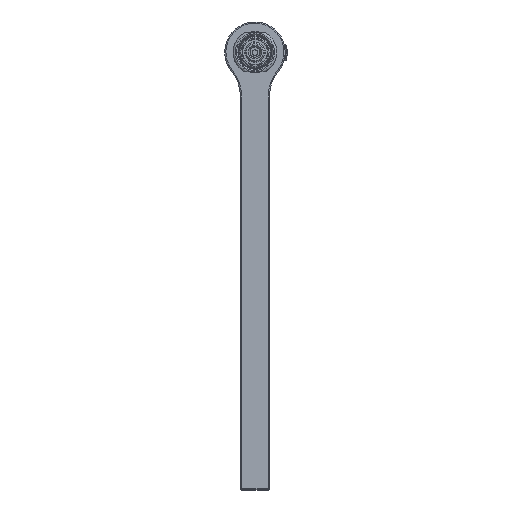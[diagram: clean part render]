
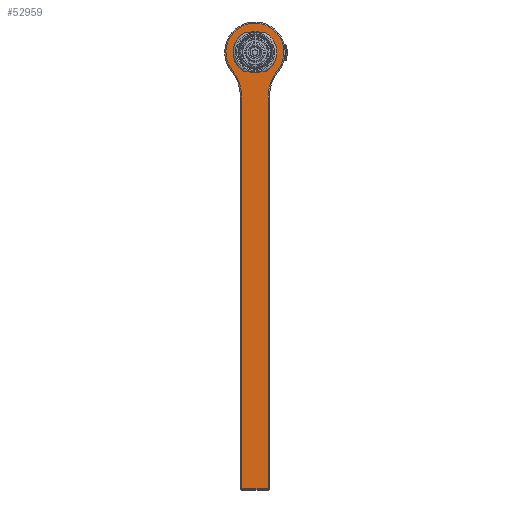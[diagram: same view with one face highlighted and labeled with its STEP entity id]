
A CAD part, top view. The second image highlights one B-rep face of the part: STEP entity #52959.
In plain terms, the highlighted planar face has unit normal (0, 0, 1).
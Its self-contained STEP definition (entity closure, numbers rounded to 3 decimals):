
#52082=DIRECTION('',(1.,0.,0.));
#52083=VECTOR('',#52082,0.69);
#52084=CARTESIAN_POINT('',(-0.345,-11.195,3.636));
#52085=LINE('',#52084,#52083);
#52100=CARTESIAN_POINT('',(0.,0.,3.636));
#52101=DIRECTION('',(0.,0.,1.));
#52102=DIRECTION('',(1.,0.,0.));
#52103=AXIS2_PLACEMENT_3D('',#52100,#52101,#52102);
#52105=CARTESIAN_POINT('',(0.,0.,3.636));
#52106=DIRECTION('',(0.,0.,1.));
#52107=DIRECTION('',(-1.,0.,0.));
#52108=AXIS2_PLACEMENT_3D('',#52105,#52106,#52107);
#52119=DIRECTION('',(0.,-1.,0.));
#52120=VECTOR('',#52119,10.073);
#52121=CARTESIAN_POINT('',(-0.345,-1.122,3.636));
#52122=LINE('',#52121,#52120);
#52157=CARTESIAN_POINT('',(-1.375,-1.122,3.636));
#52158=DIRECTION('',(0.,0.,-1.));
#52159=DIRECTION('',(0.775,0.632,0.));
#52160=AXIS2_PLACEMENT_3D('',#52157,#52158,#52159);
#52172=CARTESIAN_POINT('',(0.,0.,3.635));
#52173=DIRECTION('',(0.,0.,1.));
#52174=DIRECTION('',(0.775,-0.632,0.));
#52175=AXIS2_PLACEMENT_3D('',#52172,#52173,#52174);
#52195=CARTESIAN_POINT('',(1.375,-1.122,3.636));
#52196=DIRECTION('',(0.,0.,-1.));
#52197=DIRECTION('',(-1.,0.,0.));
#52198=AXIS2_PLACEMENT_3D('',#52195,#52196,#52197);
#52215=DIRECTION('',(0.,1.,0.));
#52216=VECTOR('',#52215,10.073);
#52217=CARTESIAN_POINT('',(0.345,-11.195,3.636));
#52218=LINE('',#52217,#52216);
#52620=CARTESIAN_POINT('',(0.345,-1.122,3.636));
#52621=CARTESIAN_POINT('',(0.577,-0.471,3.636));
#52622=VERTEX_POINT('',#52620);
#52623=VERTEX_POINT('',#52621);
#52628=CARTESIAN_POINT('',(-0.577,-0.471,
3.635));
#52629=VERTEX_POINT('',#52628);
#52632=CARTESIAN_POINT('',(-0.345,-1.122,3.636));
#52633=VERTEX_POINT('',#52632);
#52652=CARTESIAN_POINT('',(-0.345,-11.195,3.636));
#52653=CARTESIAN_POINT('',(0.345,-11.195,3.636));
#52654=VERTEX_POINT('',#52652);
#52655=VERTEX_POINT('',#52653);
#52680=CARTESIAN_POINT('',(0.53,0.,3.636));
#52681=CARTESIAN_POINT('',(-0.53,0.,3.636));
#52682=VERTEX_POINT('',#52680);
#52683=VERTEX_POINT('',#52681);
#52935=CARTESIAN_POINT('',(0.,0.,3.636));
#52936=DIRECTION('',(0.,0.,1.));
#52937=DIRECTION('',(0.,-1.,0.));
#52938=AXIS2_PLACEMENT_3D('',#52935,#52936,#52937);
#52939=PLANE('',#52938);
#52940=ORIENTED_EDGE('',*,*,#52925,.F.);
#52942=ORIENTED_EDGE('',*,*,#52941,.F.);
#52944=ORIENTED_EDGE('',*,*,#52943,.F.);
#52946=ORIENTED_EDGE('',*,*,#52945,.F.);
#52948=ORIENTED_EDGE('',*,*,#52947,.F.);
#52950=ORIENTED_EDGE('',*,*,#52949,.F.);
#52951=EDGE_LOOP('',(#52940,#52942,#52944,#52946,#52948,#52950));
#52952=FACE_OUTER_BOUND('',#52951,.F.);
#52954=ORIENTED_EDGE('',*,*,#52953,.T.);
#52956=ORIENTED_EDGE('',*,*,#52955,.T.);
#52957=EDGE_LOOP('',(#52954,#52956));
#52958=FACE_BOUND('',#52957,.F.);
#52959=ADVANCED_FACE('',(#52952,#52958),#52939,.T.);
#52104=CIRCLE('',#52103,0.53);
#52109=CIRCLE('',#52108,0.53);
#52161=CIRCLE('',#52160,1.03);
#52176=CIRCLE('',#52175,0.745);
#52199=CIRCLE('',#52198,1.03);
#52925=EDGE_CURVE('',#52654,#52655,#52085,.T.);
#52941=EDGE_CURVE('',#52633,#52654,#52122,.T.);
#52943=EDGE_CURVE('',#52629,#52633,#52161,.T.);
#52945=EDGE_CURVE('',#52623,#52629,#52176,.T.);
#52947=EDGE_CURVE('',#52622,#52623,#52199,.T.);
#52949=EDGE_CURVE('',#52655,#52622,#52218,.T.);
#52953=EDGE_CURVE('',#52682,#52683,#52104,.T.);
#52955=EDGE_CURVE('',#52683,#52682,#52109,.T.);
